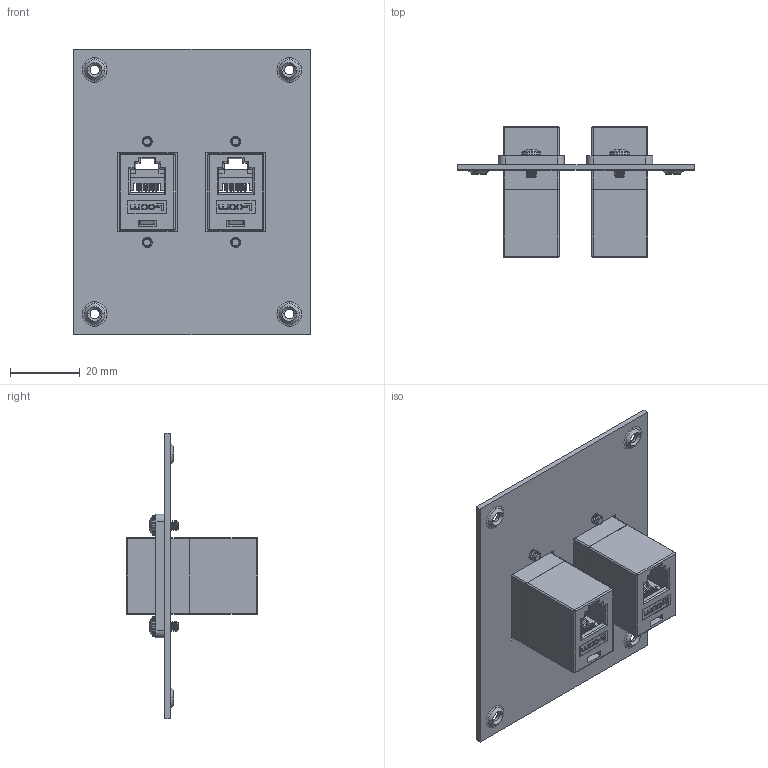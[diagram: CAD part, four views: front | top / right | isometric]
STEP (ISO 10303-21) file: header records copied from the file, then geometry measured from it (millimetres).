
FILE_DESCRIPTION (( 'STEP AP203' ), '1' );
FILE_NAME ('USP2ECF6SB.STEP', '2014-11-13T21:08:10', ( 'x' ), ( '' ), 'SwSTEP 2.0', 'SolidWorks 2014', '' );
FILE_SCHEMA (( 'CONFIG_CONTROL_DESIGN' ));
Length unit declared in the file: inch
Products named in the file (10): USP2ECF6SB; 1AG01-096; 1AD04-001-WIRE TOP ROW; 1AD04-001-WIRE BOTTOM ROW; 1AG01-095_6x6; 1AG01-108_with flange; 1AG01-107; ECF504-6S; 91772A106_91772A106; 1AR06-001
Assembly tree (18 placements, depth 4):
  USP2ECF6SB
    1AR06-001
    ECF504-6S  x2
      1AG01-095_6x6
        1AG01-096
        1AD04-001-WIRE TOP ROW  x3
        1AD04-001-WIRE BOTTOM ROW  x3
      1AG01-108_with flange
      1AG01-107
    91772A106_91772A106  x4
Bounding box: 68.07 x 37.72 x 82.04 mm (x, y, z)
Volume: 23405.7 mm3; surface area: 32838.4 mm2
Topology: 37 solids, 37 shells, 2290 faces, 6084 edges, 3928 vertices
Faces by surface type: plane 1086, cylinder 876, torus 128, bspline 108, cone 60, sphere 32
Entity records: 27679 total; most frequent: CARTESIAN_POINT 6502, ORIENTED_EDGE 4348, DIRECTION 3888, EDGE_CURVE 2174, LINE 1462, VECTOR 1462, VERTEX_POINT 1419, AXIS2_PLACEMENT_3D 1213
